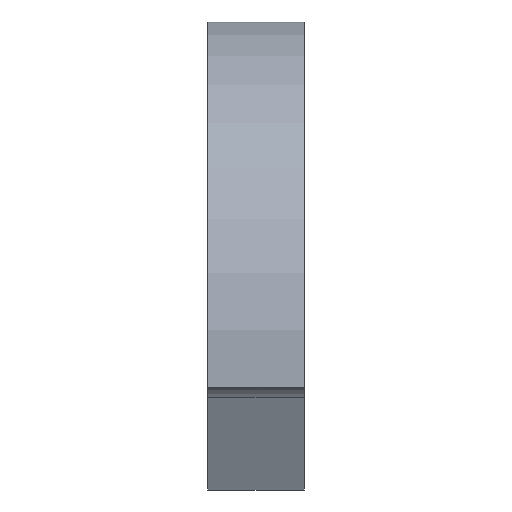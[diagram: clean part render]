
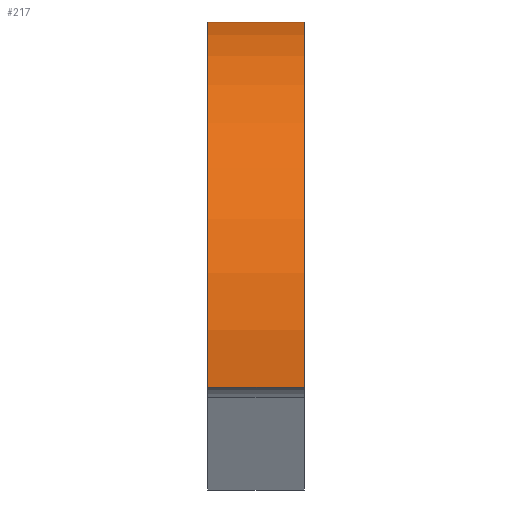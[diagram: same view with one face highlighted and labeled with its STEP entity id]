
A CAD part, left-side view. The second image highlights one B-rep face of the part: STEP entity #217.
In plain terms, the highlighted cylindrical face has radius 19.999 mm (diameter 39.997 mm), a partial arc.
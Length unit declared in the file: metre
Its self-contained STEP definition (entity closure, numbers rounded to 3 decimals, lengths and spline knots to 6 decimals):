
#20=CIRCLE('',#251,0.019999);
#21=CIRCLE('',#252,0.019999);
#26=CYLINDRICAL_SURFACE('',#250,0.019999);
#63=ORIENTED_EDGE('',*,*,#115,.T.);
#64=ORIENTED_EDGE('',*,*,#90,.F.);
#65=ORIENTED_EDGE('',*,*,#116,.F.);
#66=ORIENTED_EDGE('',*,*,#113,.T.);
#90=EDGE_CURVE('',#120,#117,#140,.T.);
#113=EDGE_CURVE('',#136,#135,#156,.T.);
#115=EDGE_CURVE('',#135,#117,#20,.T.);
#116=EDGE_CURVE('',#136,#120,#21,.T.);
#117=VERTEX_POINT('',#324);
#120=VERTEX_POINT('',#329);
#135=VERTEX_POINT('',#375);
#136=VERTEX_POINT('',#377);
#140=LINE('',#330,#160);
#156=LINE('',#376,#176);
#160=VECTOR('',#262,1.);
#176=VECTOR('',#308,1.);
#186=EDGE_LOOP('',(#63,#64,#65,#66));
#198=FACE_BOUND('',#186,.T.);
#217=ADVANCED_FACE('',(#198),#26,.T.);
#250=AXIS2_PLACEMENT_3D('',#379,#311,#312);
#251=AXIS2_PLACEMENT_3D('',#380,#313,#314);
#252=AXIS2_PLACEMENT_3D('',#381,#315,#316);
#262=DIRECTION('',(0.,1.,0.));
#308=DIRECTION('',(0.,1.,0.));
#311=DIRECTION('',(0.,1.,0.));
#312=DIRECTION('',(0.,0.,1.));
#313=DIRECTION('',(0.,-1.,0.));
#314=DIRECTION('',(0.,0.,-1.));
#315=DIRECTION('',(0.,-1.,0.));
#316=DIRECTION('',(0.,0.,-1.));
#324=CARTESIAN_POINT('',(-0.016,0.,0.));
#329=CARTESIAN_POINT('',(-0.016,-0.005842,0.));
#330=CARTESIAN_POINT('',(-0.016,-0.005842,0.));
#375=CARTESIAN_POINT('',(0.023053,0.,0.007845));
#376=CARTESIAN_POINT('',(0.023053,-0.005842,0.007845));
#377=CARTESIAN_POINT('',(0.023053,-0.005842,0.007845));
#379=CARTESIAN_POINT('',(0.003883,-0.005842,0.002149));
#380=CARTESIAN_POINT('',(0.003883,0.,0.002149));
#381=CARTESIAN_POINT('',(0.003883,-0.005842,0.002149));
